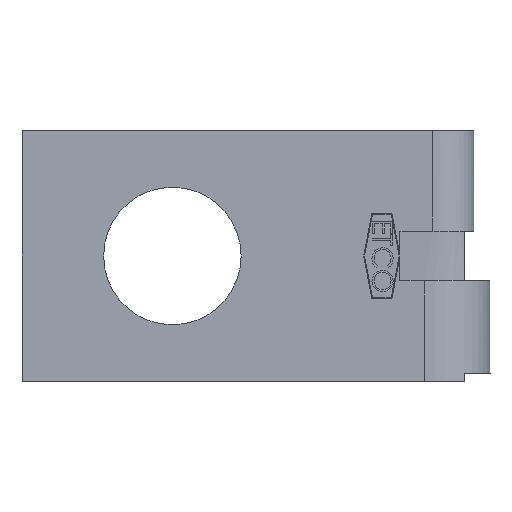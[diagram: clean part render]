
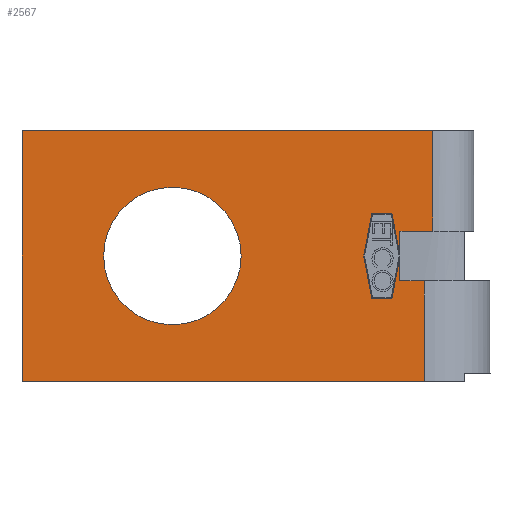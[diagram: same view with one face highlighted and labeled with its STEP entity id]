
A CAD part, front view. The second image highlights one B-rep face of the part: STEP entity #2567.
In plain terms, the highlighted planar face has unit normal (0, -1, 0).
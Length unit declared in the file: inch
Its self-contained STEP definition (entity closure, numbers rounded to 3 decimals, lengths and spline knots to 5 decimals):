
#3 = DIRECTION ( 'NONE',  ( 0., 0., -1. ) ) ;
#18 = VECTOR ( 'NONE', #2817, 39.37008 ) ;
#20 = EDGE_CURVE ( 'NONE', #3041, #2845, #319, .T. ) ;
#73 = CARTESIAN_POINT ( 'NONE',  ( 0.251, 0., -0.031 ) ) ;
#86 = VERTEX_POINT ( 'NONE', #3118 ) ;
#173 = ORIENTED_EDGE ( 'NONE', *, *, #1975, .T. ) ;
#241 = CARTESIAN_POINT ( 'NONE',  ( 0.221, 0., -0.156 ) ) ;
#319 = LINE ( 'NONE', #2153, #3587 ) ;
#326 = LINE ( 'NONE', #2159, #1467 ) ;
#382 = VERTEX_POINT ( 'NONE', #4831 ) ;
#383 = LINE ( 'NONE', #2213, #5049 ) ;
#468 = PLANE ( 'NONE',  #5345 ) ;
#485 = CARTESIAN_POINT ( 'NONE',  ( 0.251, 0., -0.156 ) ) ;
#491 = CARTESIAN_POINT ( 'NONE',  ( -0.062, 0., 0.0855 ) ) ;
#497 = VERTEX_POINT ( 'NONE', #1722 ) ;
#523 = DIRECTION ( 'NONE',  ( -1., 0., 0. ) ) ;
#528 = ORIENTED_EDGE ( 'NONE', *, *, #5506, .F. ) ;
#633 = VECTOR ( 'NONE', #5237, 39.37008 ) ;
#750 = ORIENTED_EDGE ( 'NONE', *, *, #847, .F. ) ;
#772 = VERTEX_POINT ( 'NONE', #3790 ) ;
#847 = EDGE_CURVE ( 'NONE', #4922, #86, #4368, .T. ) ;
#872 = B_SPLINE_CURVE_WITH_KNOTS ( 'NONE', 3,
 ( #4022, #5855, #1725, #3561 ),
 .UNSPECIFIED., .F., .F.,
 ( 4, 4 ),
 ( 0., 1. ),
 .UNSPECIFIED. ) ;
#968 = DIRECTION ( 'NONE',  ( 1., 0., 0. ) ) ;
#991 = CARTESIAN_POINT ( 'NONE',  ( 0.251, 0., -0.031 ) ) ;
#1024 = ORIENTED_EDGE ( 'NONE', *, *, #4996, .F. ) ;
#1082 = CARTESIAN_POINT ( 'NONE',  ( 0.211, 0., 0.0525 ) ) ;
#1125 = DIRECTION ( 'NONE',  ( -0.187, 0., 0.982 ) ) ;
#1135 = DIRECTION ( 'NONE',  ( 0., 0., 1. ) ) ;
#1237 = LINE ( 'NONE', #3065, #1269 ) ;
#1269 = VECTOR ( 'NONE', #4909, 39.37008 ) ;
#1467 = VECTOR ( 'NONE', #4003, 39.37008 ) ;
#1491 = CARTESIAN_POINT ( 'NONE',  ( 0.211, 0., -0.0525 ) ) ;
#1558 = LINE ( 'NONE', #3395, #633 ) ;
#1600 = ORIENTED_EDGE ( 'NONE', *, *, #1713, .F. ) ;
#1681 = VECTOR ( 'NONE', #3604, 39.37008 ) ;
#1713 = EDGE_CURVE ( 'NONE', #2361, #382, #5201, .T. ) ;
#1722 = CARTESIAN_POINT ( 'NONE',  ( 0.221, 0., 0.031 ) ) ;
#1725 = CARTESIAN_POINT ( 'NONE',  ( 0.231, 0., -0.031 ) ) ;
#1750 = EDGE_CURVE ( 'NONE', #5508, #3544, #1558, .T. ) ;
#1765 = CARTESIAN_POINT ( 'NONE',  ( 0.221, 0., 0.156 ) ) ;
#1773 = CIRCLE ( 'NONE', #4370, 0.0855 ) ;
#1779 = CARTESIAN_POINT ( 'NONE',  ( 0.262, 0., 0.031 ) ) ;
#1847 = CARTESIAN_POINT ( 'NONE',  ( -0.062, 0., 0. ) ) ;
#1940 = VECTOR ( 'NONE', #2077, 39.37008 ) ;
#1965 = CIRCLE ( 'NONE', #4571, 0.0855 ) ;
#1975 = EDGE_CURVE ( 'NONE', #4913, #86, #872, .T. ) ;
#2040 = LINE ( 'NONE', #3883, #2909 ) ;
#2077 = DIRECTION ( 'NONE',  ( 0., 0., -1. ) ) ;
#2153 = CARTESIAN_POINT ( 'NONE',  ( -0.249, 0., -0.156 ) ) ;
#2159 = CARTESIAN_POINT ( 'NONE',  ( 0.176, 0., 0. ) ) ;
#2213 = CARTESIAN_POINT ( 'NONE',  ( 0.262, 0., 0.031 ) ) ;
#2251 = ORIENTED_EDGE ( 'NONE', *, *, #1750, .F. ) ;
#2290 = CARTESIAN_POINT ( 'NONE',  ( 0.211, 0., -0.0525 ) ) ;
#2298 = CARTESIAN_POINT ( 'NONE',  ( 0.221, 0., 0.156 ) ) ;
#2356 = CARTESIAN_POINT ( 'NONE',  ( 0.262, 0., 0.156 ) ) ;
#2361 = VERTEX_POINT ( 'NONE', #2551 ) ;
#2390 = EDGE_LOOP ( 'NONE', ( #2548, #3470, #173, #750, #2801, #2251, #528, #1024, #1600, #4006, #3027, #5064, #3783, #5322, #2570 ) ) ;
#2430 = VECTOR ( 'NONE', #1125, 39.37008 ) ;
#2548 = ORIENTED_EDGE ( 'NONE', *, *, #2644, .F. ) ;
#2551 = CARTESIAN_POINT ( 'NONE',  ( 0.211, 0., 0.0525 ) ) ;
#2567 = ADVANCED_FACE ( 'NONE', ( #2754, #4595 ), #468, .T. ) ;
#2570 = ORIENTED_EDGE ( 'NONE', *, *, #20, .F. ) ;
#2574 = EDGE_CURVE ( 'NONE', #3275, #2731, #1965, .T. ) ;
#2644 = EDGE_CURVE ( 'NONE', #3577, #3041, #2804, .T. ) ;
#2731 = VERTEX_POINT ( 'NONE', #2964 ) ;
#2754 = FACE_OUTER_BOUND ( 'NONE', #2390, .T. ) ;
#2801 = ORIENTED_EDGE ( 'NONE', *, *, #5657, .F. ) ;
#2804 = LINE ( 'NONE', #4649, #4864 ) ;
#2817 = DIRECTION ( 'NONE',  ( 0., 0., -1. ) ) ;
#2845 = VERTEX_POINT ( 'NONE', #5882 ) ;
#2909 = VECTOR ( 'NONE', #5725, 39.37008 ) ;
#2912 = DIRECTION ( 'NONE',  ( -1., 0., 0. ) ) ;
#2964 = CARTESIAN_POINT ( 'NONE',  ( -0.062, 0., -0.0855 ) ) ;
#3027 = ORIENTED_EDGE ( 'NONE', *, *, #5483, .F. ) ;
#3041 = VERTEX_POINT ( 'NONE', #5734 ) ;
#3065 = CARTESIAN_POINT ( 'NONE',  ( 0.221, 0., -0.156 ) ) ;
#3118 = CARTESIAN_POINT ( 'NONE',  ( 0.221, 0., -0.031 ) ) ;
#3158 = EDGE_CURVE ( 'NONE', #4877, #4260, #383, .T. ) ;
#3165 = EDGE_CURVE ( 'NONE', #2845, #4260, #5893, .T. ) ;
#3252 = LINE ( 'NONE', #5090, #4466 ) ;
#3275 = VERTEX_POINT ( 'NONE', #491 ) ;
#3302 = CARTESIAN_POINT ( 'NONE',  ( 0.221, 0., 0. ) ) ;
#3304 = EDGE_LOOP ( 'NONE', ( #5348, #3515 ) ) ;
#3323 = DIRECTION ( 'NONE',  ( 0.187, 0., 0.982 ) ) ;
#3365 = EDGE_CURVE ( 'NONE', #2731, #3275, #1773, .T. ) ;
#3392 = VECTOR ( 'NONE', #3323, 39.37008 ) ;
#3395 = CARTESIAN_POINT ( 'NONE',  ( 0.186, 0., -0.0525 ) ) ;
#3404 = LINE ( 'NONE', #5245, #2430 ) ;
#3415 = CARTESIAN_POINT ( 'NONE',  ( -0.062, 0., 0. ) ) ;
#3470 = ORIENTED_EDGE ( 'NONE', *, *, #4900, .F. ) ;
#3515 = ORIENTED_EDGE ( 'NONE', *, *, #2574, .T. ) ;
#3544 = VERTEX_POINT ( 'NONE', #2290 ) ;
#3561 = CARTESIAN_POINT ( 'NONE',  ( 0.221, 0., -0.031 ) ) ;
#3577 = VERTEX_POINT ( 'NONE', #485 ) ;
#3587 = VECTOR ( 'NONE', #3998, 39.37008 ) ;
#3604 = DIRECTION ( 'NONE',  ( 1., 0., 0. ) ) ;
#3609 = EDGE_CURVE ( 'NONE', #497, #4877, #3252, .T. ) ;
#3684 = DIRECTION ( 'NONE',  ( 0., 1., 0. ) ) ;
#3763 = EDGE_CURVE ( 'NONE', #4922, #2361, #3404, .T. ) ;
#3783 = ORIENTED_EDGE ( 'NONE', *, *, #3158, .T. ) ;
#3790 = CARTESIAN_POINT ( 'NONE',  ( 0.176, 0., 0. ) ) ;
#3883 = CARTESIAN_POINT ( 'NONE',  ( 0.186, 0., 0.0525 ) ) ;
#3998 = DIRECTION ( 'NONE',  ( 0., 0., 1. ) ) ;
#4003 = DIRECTION ( 'NONE',  ( 0.187, 0., -0.982 ) ) ;
#4006 = ORIENTED_EDGE ( 'NONE', *, *, #3763, .F. ) ;
#4022 = CARTESIAN_POINT ( 'NONE',  ( 0.251, 0., -0.031 ) ) ;
#4058 = DIRECTION ( 'NONE',  ( 0., 0., 1. ) ) ;
#4140 = DIRECTION ( 'NONE',  ( 0., -1., 0. ) ) ;
#4260 = VERTEX_POINT ( 'NONE', #2356 ) ;
#4368 = LINE ( 'NONE', #241, #1940 ) ;
#4370 = AXIS2_PLACEMENT_3D ( 'NONE', #3415, #5257, #1135 ) ;
#4466 = VECTOR ( 'NONE', #968, 39.37008 ) ;
#4571 = AXIS2_PLACEMENT_3D ( 'NONE', #1847, #3684, #5530 ) ;
#4595 = FACE_BOUND ( 'NONE', #3304, .T. ) ;
#4649 = CARTESIAN_POINT ( 'NONE',  ( 0.221, 0., -0.156 ) ) ;
#4770 = VECTOR ( 'NONE', #2912, 39.37008 ) ;
#4831 = CARTESIAN_POINT ( 'NONE',  ( 0.186, 0., 0.0525 ) ) ;
#4864 = VECTOR ( 'NONE', #523, 39.37008 ) ;
#4877 = VERTEX_POINT ( 'NONE', #1779 ) ;
#4900 = EDGE_CURVE ( 'NONE', #4913, #3577, #5110, .T. ) ;
#4909 = DIRECTION ( 'NONE',  ( 0., 0., -1. ) ) ;
#4913 = VERTEX_POINT ( 'NONE', #73 ) ;
#4922 = VERTEX_POINT ( 'NONE', #3302 ) ;
#4996 = EDGE_CURVE ( 'NONE', #382, #772, #2040, .T. ) ;
#5049 = VECTOR ( 'NONE', #4058, 39.37008 ) ;
#5064 = ORIENTED_EDGE ( 'NONE', *, *, #3609, .T. ) ;
#5090 = CARTESIAN_POINT ( 'NONE',  ( 0.221, 0., 0.031 ) ) ;
#5110 = LINE ( 'NONE', #991, #18 ) ;
#5201 = LINE ( 'NONE', #1082, #4770 ) ;
#5237 = DIRECTION ( 'NONE',  ( 1., 0., 0. ) ) ;
#5245 = CARTESIAN_POINT ( 'NONE',  ( 0.221, 0., 0. ) ) ;
#5257 = DIRECTION ( 'NONE',  ( 0., 1., 0. ) ) ;
#5322 = ORIENTED_EDGE ( 'NONE', *, *, #3165, .F. ) ;
#5345 = AXIS2_PLACEMENT_3D ( 'NONE', #2298, #4140, #3 ) ;
#5348 = ORIENTED_EDGE ( 'NONE', *, *, #3365, .T. ) ;
#5483 = EDGE_CURVE ( 'NONE', #497, #4922, #1237, .T. ) ;
#5506 = EDGE_CURVE ( 'NONE', #772, #5508, #326, .T. ) ;
#5508 = VERTEX_POINT ( 'NONE', #5840 ) ;
#5530 = DIRECTION ( 'NONE',  ( 0., 0., 1. ) ) ;
#5618 = LINE ( 'NONE', #1491, #3392 ) ;
#5657 = EDGE_CURVE ( 'NONE', #3544, #4922, #5618, .T. ) ;
#5725 = DIRECTION ( 'NONE',  ( -0.187, 0., -0.982 ) ) ;
#5734 = CARTESIAN_POINT ( 'NONE',  ( -0.249, 0., -0.156 ) ) ;
#5840 = CARTESIAN_POINT ( 'NONE',  ( 0.186, 0., -0.0525 ) ) ;
#5855 = CARTESIAN_POINT ( 'NONE',  ( 0.241, 0., -0.031 ) ) ;
#5882 = CARTESIAN_POINT ( 'NONE',  ( -0.249, 0., 0.156 ) ) ;
#5893 = LINE ( 'NONE', #1765, #1681 ) ;
